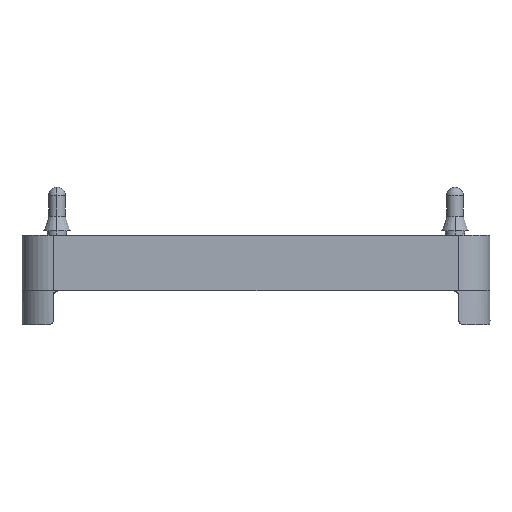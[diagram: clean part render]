
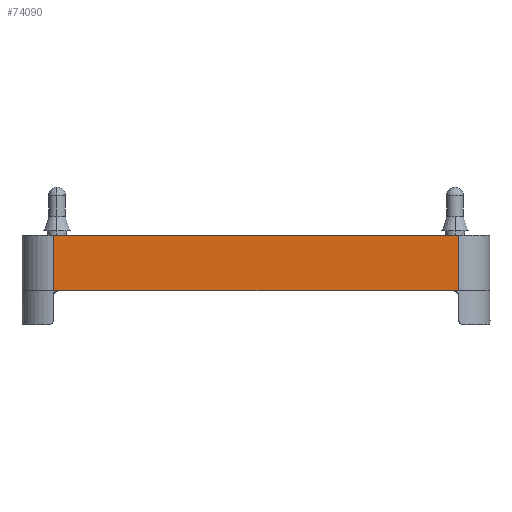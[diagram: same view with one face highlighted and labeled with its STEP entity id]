
A CAD part, left-side view. The second image highlights one B-rep face of the part: STEP entity #74090.
In plain terms, the highlighted planar face has unit normal (-1, 0, 0).
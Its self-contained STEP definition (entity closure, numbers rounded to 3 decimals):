
#713=CARTESIAN_POINT('',(-48.5,41.964,-2.0));
#714=VERTEX_POINT('',#713);
#3924=CARTESIAN_POINT('',(-48.5,-41.964,-2.0));
#3925=VERTEX_POINT('',#3924);
#3933=CARTESIAN_POINT('',(-48.5,-41.964,-2.0));
#3934=DIRECTION('',(0.0,1.0,0.0));
#3935=VECTOR('',#3934,83.928);
#3936=LINE('',#3933,#3935);
#3937=EDGE_CURVE('',#3925,#714,#3936,.T.);
#72674=CARTESIAN_POINT('',(-48.5,-42.,-2.0));
#72675=VERTEX_POINT('',#72674);
#72683=CARTESIAN_POINT('',(-48.5,-42.,-2.0));
#72684=DIRECTION('',(0.,1.0,0.0));
#72685=VECTOR('',#72684,0.036);
#72686=LINE('',#72683,#72685);
#72687=EDGE_CURVE('',#72675,#3925,#72686,.T.);
#72886=CARTESIAN_POINT('',(-48.5,42.,-2.0));
#72887=VERTEX_POINT('',#72886);
#72905=CARTESIAN_POINT('',(-48.5,41.964,-2.0));
#72906=DIRECTION('',(0.0,1.0,0.0));
#72907=VECTOR('',#72906,0.036);
#72908=LINE('',#72905,#72907);
#72909=EDGE_CURVE('',#714,#72887,#72908,.T.);
#74058=CARTESIAN_POINT('',(-48.5,-42.,-2.0));
#74059=DIRECTION('',(-1.0,0.0,0.0));
#74060=DIRECTION('',(0.0,0.0,1.0));
#74061=AXIS2_PLACEMENT_3D('',#74058,#74059,#74060);
#74062=PLANE('',#74061);
#74063=CARTESIAN_POINT('',(-48.5,-42.,9.5));
#74064=VERTEX_POINT('',#74063);
#74065=CARTESIAN_POINT('',(-48.5,-42.,-2.0));
#74066=DIRECTION('',(0.0,0.0,1.0));
#74067=VECTOR('',#74066,11.5);
#74068=LINE('',#74065,#74067);
#74069=EDGE_CURVE('',#72675,#74064,#74068,.T.);
#74070=ORIENTED_EDGE('',*,*,#74069,.T.);
#74071=CARTESIAN_POINT('',(-48.5,42.,9.5));
#74072=VERTEX_POINT('',#74071);
#74073=CARTESIAN_POINT('',(-48.5,-42.,9.5));
#74074=DIRECTION('',(0.0,1.0,0.0));
#74075=VECTOR('',#74074,84.0);
#74076=LINE('',#74073,#74075);
#74077=EDGE_CURVE('',#74064,#74072,#74076,.T.);
#74078=ORIENTED_EDGE('',*,*,#74077,.T.);
#74079=CARTESIAN_POINT('',(-48.5,42.,-2.0));
#74080=DIRECTION('',(0.0,0.0,1.0));
#74081=VECTOR('',#74080,11.5);
#74082=LINE('',#74079,#74081);
#74083=EDGE_CURVE('',#72887,#74072,#74082,.T.);
#74084=ORIENTED_EDGE('',*,*,#74083,.F.);
#74085=ORIENTED_EDGE('',*,*,#72909,.F.);
#74086=ORIENTED_EDGE('',*,*,#3937,.F.);
#74087=ORIENTED_EDGE('',*,*,#72687,.F.);
#74088=EDGE_LOOP('',(#74070,#74078,#74084,#74085,#74086,#74087));
#74089=FACE_OUTER_BOUND('',#74088,.T.);
#74090=ADVANCED_FACE('',(#74089),#74062,.T.);
